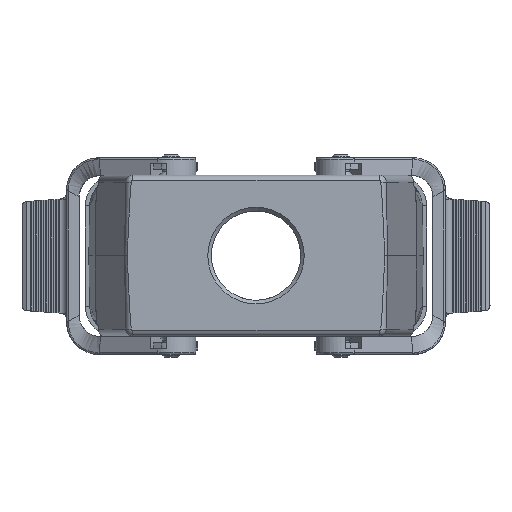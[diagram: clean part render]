
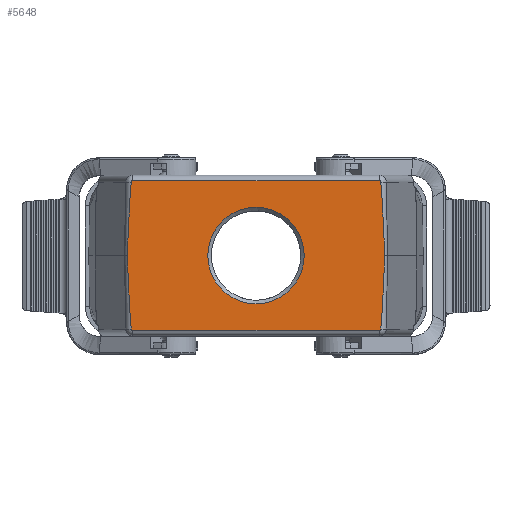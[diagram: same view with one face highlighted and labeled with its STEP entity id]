
A CAD part, top view. The second image highlights one B-rep face of the part: STEP entity #5648.
In plain terms, the highlighted planar face has unit normal (0, 0, 1).
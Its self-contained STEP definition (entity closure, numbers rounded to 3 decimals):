
#88=ELLIPSE('',#23012,114.609,2.);
#91=ELLIPSE('',#23016,114.609,2.);
#92=ELLIPSE('',#23018,114.609,2.);
#93=ELLIPSE('',#23022,114.609,2.);
#3991=FACE_BOUND('',#7993,.T.);
#3992=FACE_BOUND('',#7994,.T.);
#4477=CIRCLE('',#23004,0.407);
#4481=CIRCLE('',#23009,0.407);
#4485=CIRCLE('',#23024,0.407);
#4489=CIRCLE('',#23029,0.407);
#4781=CIRCLE('',#23770,13.5);
#5648=ADVANCED_FACE('',(#3991,#3992),#6194,.T.);
#6194=PLANE('',#23771);
#7993=EDGE_LOOP('',(#11800));
#7994=EDGE_LOOP('',(#11801,#11802,#11803,#11804,#11805,#11806,#11807,#11808,
#11809,#11810));
#11800=ORIENTED_EDGE('',*,*,#16469,.T.);
#11801=ORIENTED_EDGE('',*,*,#15301,.F.);
#11802=ORIENTED_EDGE('',*,*,#15307,.F.);
#11803=ORIENTED_EDGE('',*,*,#15313,.F.);
#11804=ORIENTED_EDGE('',*,*,#15319,.F.);
#11805=ORIENTED_EDGE('',*,*,#15321,.F.);
#11806=ORIENTED_EDGE('',*,*,#15315,.F.);
#11807=ORIENTED_EDGE('',*,*,#15309,.F.);
#11808=ORIENTED_EDGE('',*,*,#15303,.F.);
#11809=ORIENTED_EDGE('',*,*,#15297,.F.);
#11810=ORIENTED_EDGE('',*,*,#15294,.F.);
#13577=VERTEX_POINT('',#32767);
#13579=VERTEX_POINT('',#32770);
#13581=VERTEX_POINT('',#32776);
#13583=VERTEX_POINT('',#32782);
#13585=VERTEX_POINT('',#32788);
#13587=VERTEX_POINT('',#32794);
#13589=VERTEX_POINT('',#32800);
#13591=VERTEX_POINT('',#32806);
#13593=VERTEX_POINT('',#32812);
#13595=VERTEX_POINT('',#32818);
#14281=VERTEX_POINT('',#39290);
#15294=EDGE_CURVE('',#13577,#13579,#19049,.T.);
#15297=EDGE_CURVE('',#13579,#13581,#4477,.T.);
#15301=EDGE_CURVE('',#13583,#13577,#4481,.T.);
#15303=EDGE_CURVE('',#13581,#13585,#88,.T.);
#15307=EDGE_CURVE('',#13587,#13583,#91,.T.);
#15309=EDGE_CURVE('',#13585,#13589,#92,.T.);
#15313=EDGE_CURVE('',#13591,#13587,#93,.T.);
#15315=EDGE_CURVE('',#13589,#13593,#4485,.T.);
#15319=EDGE_CURVE('',#13595,#13591,#4489,.T.);
#15321=EDGE_CURVE('',#13593,#13595,#19055,.T.);
#16469=EDGE_CURVE('',#14281,#14281,#4781,.T.);
#19049=LINE('',#32769,#20458);
#19055=LINE('',#32823,#20464);
#20458=VECTOR('',#25367,1.);
#20464=VECTOR('',#25433,1.);
#23004=AXIS2_PLACEMENT_3D('',#32775,#25373,#25374);
#23009=AXIS2_PLACEMENT_3D('',#32784,#25383,#25384);
#23012=AXIS2_PLACEMENT_3D('',#32787,#25389,#25390);
#23016=AXIS2_PLACEMENT_3D('',#32796,#25398,#25399);
#23018=AXIS2_PLACEMENT_3D('',#32799,#25403,#25404);
#23022=AXIS2_PLACEMENT_3D('',#32808,#25412,#25413);
#23024=AXIS2_PLACEMENT_3D('',#32811,#25417,#25418);
#23029=AXIS2_PLACEMENT_3D('',#32820,#25427,#25428);
#23770=AXIS2_PLACEMENT_3D('',#39289,#27383,#27384);
#23771=AXIS2_PLACEMENT_3D('',#39291,#27385,#27386);
#25367=DIRECTION('',(-1.,0.,0.));
#25373=DIRECTION('',(0.,0.,-1.));
#25374=DIRECTION('',(1.,0.,0.));
#25383=DIRECTION('',(0.,0.,-1.));
#25384=DIRECTION('',(1.,0.,0.));
#25389=DIRECTION('',(0.,0.,-1.));
#25390=DIRECTION('',(0.014,-1.,0.));
#25398=DIRECTION('',(0.,0.,-1.));
#25399=DIRECTION('',(-0.014,-1.,0.));
#25403=DIRECTION('',(0.,0.,-1.));
#25404=DIRECTION('',(-0.014,-1.,0.));
#25412=DIRECTION('',(0.,0.,-1.));
#25413=DIRECTION('',(0.014,-1.,0.));
#25417=DIRECTION('',(0.,0.,-1.));
#25418=DIRECTION('',(1.,0.,0.));
#25427=DIRECTION('',(0.,0.,-1.));
#25428=DIRECTION('',(1.,0.,0.));
#25433=DIRECTION('',(1.,0.,0.));
#27383=DIRECTION('',(0.,0.,-1.));
#27384=DIRECTION('',(1.,0.,0.));
#27385=DIRECTION('',(0.,0.,1.));
#27386=DIRECTION('',(1.,0.,0.));
#32767=CARTESIAN_POINT('',(34.503,-20.907,66.45));
#32769=CARTESIAN_POINT('',(-36.447,-20.907,66.45));
#32770=CARTESIAN_POINT('',(-34.503,-20.907,66.45));
#32775=CARTESIAN_POINT('',(-34.503,-20.5,66.45));
#32776=CARTESIAN_POINT('',(-34.908,-20.54,66.45));
#32782=CARTESIAN_POINT('',(34.908,-20.54,66.45));
#32784=CARTESIAN_POINT('',(34.503,-20.5,66.45));
#32787=CARTESIAN_POINT('',(-36.118,91.681,66.45));
#32788=CARTESIAN_POINT('',(-35.999,0.,66.45));
#32794=CARTESIAN_POINT('',(35.999,0.,66.45));
#32796=CARTESIAN_POINT('',(36.118,91.681,66.45));
#32799=CARTESIAN_POINT('',(-36.118,-91.681,66.45));
#32800=CARTESIAN_POINT('',(-34.908,20.54,66.45));
#32806=CARTESIAN_POINT('',(34.908,20.54,66.45));
#32808=CARTESIAN_POINT('',(36.118,-91.681,66.45));
#32811=CARTESIAN_POINT('',(-34.503,20.5,66.45));
#32812=CARTESIAN_POINT('',(-34.503,20.907,66.45));
#32818=CARTESIAN_POINT('',(34.503,20.907,66.45));
#32820=CARTESIAN_POINT('',(34.503,20.5,66.45));
#32823=CARTESIAN_POINT('',(-40.037,20.907,66.45));
#39289=CARTESIAN_POINT('',(0.,0.,66.45));
#39290=CARTESIAN_POINT('',(13.5,0.,66.45));
#39291=CARTESIAN_POINT('',(40.,25.,66.45));
